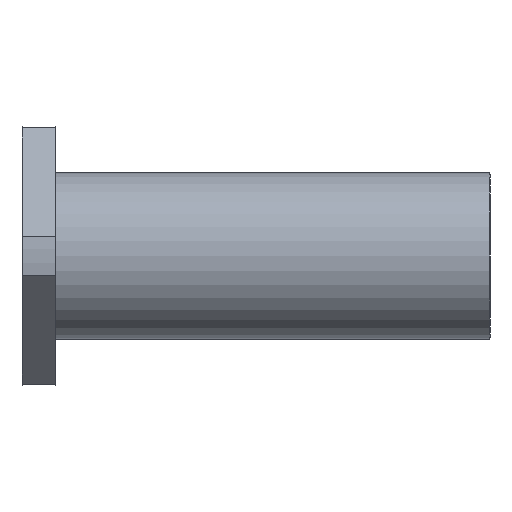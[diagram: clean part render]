
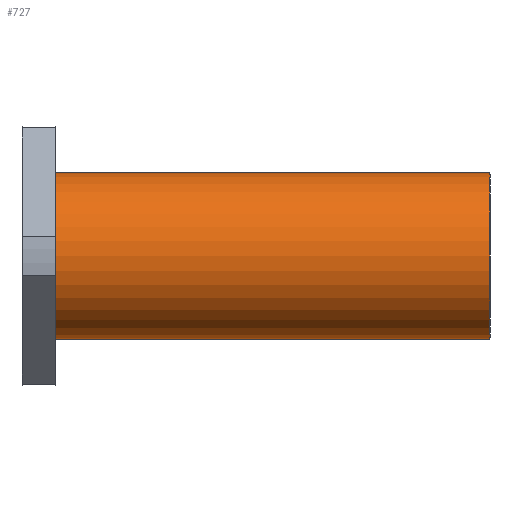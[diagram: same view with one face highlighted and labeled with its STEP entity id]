
A CAD part, front view. The second image highlights one B-rep face of the part: STEP entity #727.
In plain terms, the highlighted cylindrical face has radius 20 mm (diameter 40 mm), a full revolution.
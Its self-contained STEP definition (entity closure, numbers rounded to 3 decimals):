
#47 = CARTESIAN_POINT ( 'NONE',  ( 8., 0., 0. ) ) ;
#48 = DIRECTION ( 'NONE',  ( -1., 0., 0. ) ) ;
#49 = DIRECTION ( 'NONE',  ( 0., 0., 1. ) ) ;
#62 = CARTESIAN_POINT ( 'NONE',  ( 112., 0., 0. ) ) ;
#69 = DIRECTION ( 'NONE',  ( -1., 0., 0. ) ) ;
#70 = DIRECTION ( 'NONE',  ( 0., 0., 1. ) ) ;
#223 = DIRECTION ( 'NONE',  ( 0., 0., 1. ) ) ;
#228 = CARTESIAN_POINT ( 'NONE',  ( 0., 0., 0. ) ) ;
#229 = DIRECTION ( 'NONE',  ( -1., 0., 0. ) ) ;
#282 = CYLINDRICAL_SURFACE ( 'NONE', #661, 20. ) ;
#311 = EDGE_LOOP ( 'NONE', ( #343 ) ) ;
#342 = ORIENTED_EDGE ( 'NONE', *, *, #569, .F. ) ;
#343 = ORIENTED_EDGE ( 'NONE', *, *, #584, .T. ) ;
#367 = CIRCLE ( 'NONE', #612, 20. ) ;
#379 = FACE_OUTER_BOUND ( 'NONE', #413, .T. ) ;
#413 = EDGE_LOOP ( 'NONE', ( #342 ) ) ;
#471 = CIRCLE ( 'NONE', #631, 20. ) ;
#473 = FACE_OUTER_BOUND ( 'NONE', #311, .T. ) ;
#569 = EDGE_CURVE ( 'NONE', #901, #901, #367, .T. ) ;
#584 = EDGE_CURVE ( 'NONE', #910, #910, #471, .T. ) ;
#612 = AXIS2_PLACEMENT_3D ( 'NONE', #47, #48, #49 ) ;
#631 = AXIS2_PLACEMENT_3D ( 'NONE', #62, #69, #70 ) ;
#661 = AXIS2_PLACEMENT_3D ( 'NONE', #228, #229, #223 ) ;
#727 = ADVANCED_FACE ( 'NONE', ( #379, #473 ), #282, .T. ) ;
#901 = VERTEX_POINT ( 'NONE', #902 ) ;
#902 = CARTESIAN_POINT ( 'NONE',  ( 8., 0., 20. ) ) ;
#910 = VERTEX_POINT ( 'NONE', #911 ) ;
#911 = CARTESIAN_POINT ( 'NONE',  ( 112., 0., 20. ) ) ;
